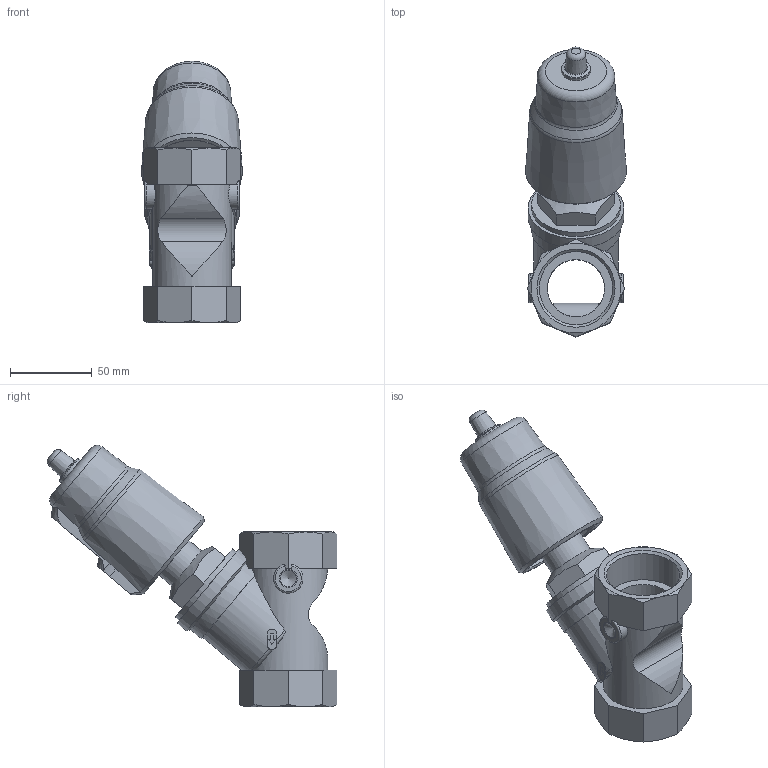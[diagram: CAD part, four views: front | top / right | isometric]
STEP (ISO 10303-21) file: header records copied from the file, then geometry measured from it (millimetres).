
FILE_DESCRIPTION(/* description */ ('STEP AP214'),/* implementation_level */ '2;1');
FILE_NAME(/* name */ '3539367_VZXF-L-M22C-M-A-G112-350-H3B1V-50-V',/* time_stamp */ '2024-09-18T11:48:11+02:00',/* author */ ('License CC BY-ND 4.0'),/* organization */ ('CADENAS'),/* preprocessor_version */ 'ST-DEVELOPER v19.3',/* originating_system */ 'PARTsolutions',/* authorisation */ ' ');
FILE_SCHEMA (('AUTOMOTIVE_DESIGN {1 0 10303 214 3 1 1}'));
Length unit declared in the file: millimetre
Products named in the file (2): 3539367 VZXF-L-M22C-M-A-G112-350-H3B1V-50-V; 1001805 VZXF-L-M22C-M-A-G112-350-H3B1V-50-V---(V)
Assembly tree (1 placements, depth 2):
  3539367 VZXF-L-M22C-M-A-G112-350-H3B1V-50-V
    1001805 VZXF-L-M22C-M-A-G112-350-H3B1V-50-V---(V)
Bounding box: 61.67 x 177.37 x 160 mm (x, y, z)
Volume: 414729.1 mm3; surface area: 64464 mm2
Topology: 1 solids, 1 shells, 152 faces, 386 edges, 248 vertices
Faces by surface type: plane 78, cone 33, cylinder 27, torus 14
Full cylindrical faces by diameter (mm): 8.566 x1, 18.2 x1, 28 x1, 35 x1, 44.845 x2, 51.7 x1, 54.4 x1, 58.7 x1
Entity records: 4726 total; most frequent: CARTESIAN_POINT 1258, ORIENTED_EDGE 704, DIRECTION 677, EDGE_CURVE 352, AXIS2_PLACEMENT_3D 277, VERTEX_POINT 242, FACE_BOUND 194, EDGE_LOOP 192
